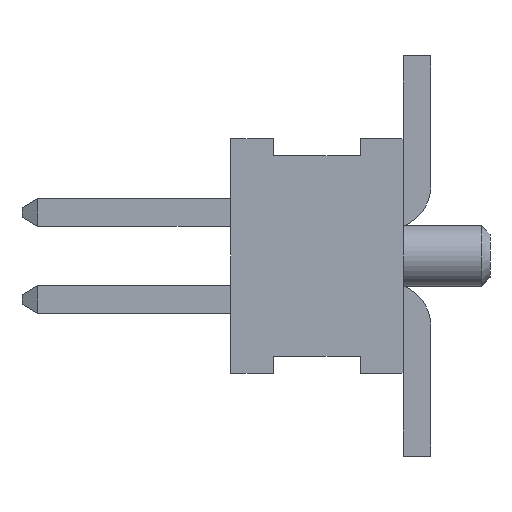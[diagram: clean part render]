
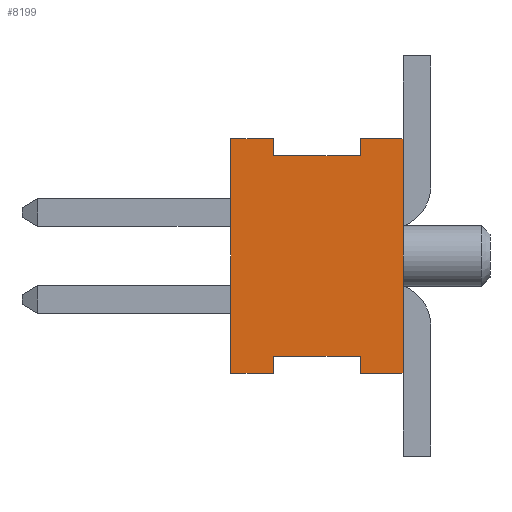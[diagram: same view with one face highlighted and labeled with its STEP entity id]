
A CAD part, left-side view. The second image highlights one B-rep face of the part: STEP entity #8199.
In plain terms, the highlighted planar face has unit normal (-1, 0, 0).
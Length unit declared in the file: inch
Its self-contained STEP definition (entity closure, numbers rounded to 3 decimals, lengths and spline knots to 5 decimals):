
#1863=ORIENTED_EDGE('',*,*,#3301,.F.);
#1864=ORIENTED_EDGE('',*,*,#3302,.F.);
#1865=ORIENTED_EDGE('',*,*,#3293,.T.);
#1866=ORIENTED_EDGE('',*,*,#3303,.T.);
#1867=ORIENTED_EDGE('',*,*,#3299,.F.);
#1868=ORIENTED_EDGE('',*,*,#3304,.F.);
#1869=ORIENTED_EDGE('',*,*,#3305,.F.);
#1870=ORIENTED_EDGE('',*,*,#3306,.F.);
#1871=ORIENTED_EDGE('',*,*,#3307,.F.);
#1872=ORIENTED_EDGE('',*,*,#3308,.F.);
#1873=ORIENTED_EDGE('',*,*,#3309,.T.);
#1874=ORIENTED_EDGE('',*,*,#3310,.F.);
#3293=EDGE_CURVE('',#4131,#4132,#5155,.T.);
#3299=EDGE_CURVE('',#4137,#4138,#5161,.T.);
#3301=EDGE_CURVE('',#4139,#4140,#5163,.T.);
#3302=EDGE_CURVE('',#4131,#4139,#5164,.T.);
#3303=EDGE_CURVE('',#4132,#4138,#5165,.T.);
#3304=EDGE_CURVE('',#4141,#4137,#5166,.T.);
#3305=EDGE_CURVE('',#4142,#4141,#5167,.T.);
#3306=EDGE_CURVE('',#4143,#4142,#5168,.T.);
#3307=EDGE_CURVE('',#4144,#4143,#5169,.T.);
#3308=EDGE_CURVE('',#4145,#4144,#5170,.T.);
#3309=EDGE_CURVE('',#4145,#4146,#5171,.T.);
#3310=EDGE_CURVE('',#4140,#4146,#5172,.T.);
#4131=VERTEX_POINT('',#12617);
#4132=VERTEX_POINT('',#12618);
#4137=VERTEX_POINT('',#12629);
#4138=VERTEX_POINT('',#12631);
#4139=VERTEX_POINT('',#12635);
#4140=VERTEX_POINT('',#12636);
#4141=VERTEX_POINT('',#12640);
#4142=VERTEX_POINT('',#12642);
#4143=VERTEX_POINT('',#12644);
#4144=VERTEX_POINT('',#12646);
#4145=VERTEX_POINT('',#12648);
#4146=VERTEX_POINT('',#12650);
#5155=LINE('',#12616,#6265);
#5161=LINE('',#12630,#6271);
#5163=LINE('',#12634,#6273);
#5164=LINE('',#12637,#6274);
#5165=LINE('',#12638,#6275);
#5166=LINE('',#12639,#6276);
#5167=LINE('',#12641,#6277);
#5168=LINE('',#12643,#6278);
#5169=LINE('',#12645,#6279);
#5170=LINE('',#12647,#6280);
#5171=LINE('',#12649,#6281);
#5172=LINE('',#12651,#6282);
#6265=VECTOR('',#10372,39.37008);
#6271=VECTOR('',#10380,39.37008);
#6273=VECTOR('',#10384,39.37008);
#6274=VECTOR('',#10385,39.37008);
#6275=VECTOR('',#10386,39.37008);
#6276=VECTOR('',#10387,39.37008);
#6277=VECTOR('',#10388,39.37008);
#6278=VECTOR('',#10389,39.37008);
#6279=VECTOR('',#10390,39.37008);
#6280=VECTOR('',#10391,39.37008);
#6281=VECTOR('',#10392,39.37008);
#6282=VECTOR('',#10393,39.37008);
#6865=EDGE_LOOP('',(#1863,#1864,#1865,#1866,#1867,#1868,#1869,#1870,#1871,
#1872,#1873,#1874));
#7333=FACE_BOUND('',#6865,.T.);
#7781=PLANE('',#8701);
#8199=ADVANCED_FACE('',(#7333),#7781,.F.);
#8701=AXIS2_PLACEMENT_3D('',#12633,#10382,#10383);
#10372=DIRECTION('',(0.,-1.,0.));
#10380=DIRECTION('',(0.,-1.,0.));
#10382=DIRECTION('',(1.,0.,0.));
#10383=DIRECTION('',(0.,0.,-1.));
#10384=DIRECTION('',(0.,1.,0.));
#10385=DIRECTION('',(0.,0.,1.));
#10386=DIRECTION('',(0.,0.,1.));
#10387=DIRECTION('',(0.,0.,1.));
#10388=DIRECTION('',(0.,-1.,0.));
#10389=DIRECTION('',(0.,0.,-1.));
#10390=DIRECTION('',(0.,-1.,0.));
#10391=DIRECTION('',(0.,0.,1.));
#10392=DIRECTION('',(0.,-1.,0.));
#10393=DIRECTION('',(0.,0.,-1.));
#12616=CARTESIAN_POINT('',(-0.25,0.099,-0.0675));
#12617=CARTESIAN_POINT('',(-0.25,0.0245,-0.0675));
#12618=CARTESIAN_POINT('',(-0.25,0.,-0.0675));
#12629=CARTESIAN_POINT('',(-0.25,0.0245,0.0675));
#12630=CARTESIAN_POINT('',(-0.25,0.099,0.0675));
#12631=CARTESIAN_POINT('',(-0.25,0.,0.0675));
#12633=CARTESIAN_POINT('',(-0.25,0.099,-0.0675));
#12634=CARTESIAN_POINT('',(-0.25,0.0245,-0.0575));
#12635=CARTESIAN_POINT('',(-0.25,0.0245,-0.0575));
#12636=CARTESIAN_POINT('',(-0.25,0.0745,-0.0575));
#12637=CARTESIAN_POINT('',(-0.25,0.0245,-0.0675));
#12638=CARTESIAN_POINT('',(-0.25,0.,-0.0675));
#12639=CARTESIAN_POINT('',(-0.25,0.0245,0.0575));
#12640=CARTESIAN_POINT('',(-0.25,0.0245,0.0575));
#12641=CARTESIAN_POINT('',(-0.25,0.0745,0.0575));
#12642=CARTESIAN_POINT('',(-0.25,0.0745,0.0575));
#12643=CARTESIAN_POINT('',(-0.25,0.0745,0.0675));
#12644=CARTESIAN_POINT('',(-0.25,0.0745,0.0675));
#12645=CARTESIAN_POINT('',(-0.25,0.099,0.0675));
#12646=CARTESIAN_POINT('',(-0.25,0.099,0.0675));
#12647=CARTESIAN_POINT('',(-0.25,0.099,-0.0675));
#12648=CARTESIAN_POINT('',(-0.25,0.099,-0.0675));
#12649=CARTESIAN_POINT('',(-0.25,0.099,-0.0675));
#12650=CARTESIAN_POINT('',(-0.25,0.0745,-0.0675));
#12651=CARTESIAN_POINT('',(-0.25,0.0745,-0.0575));
